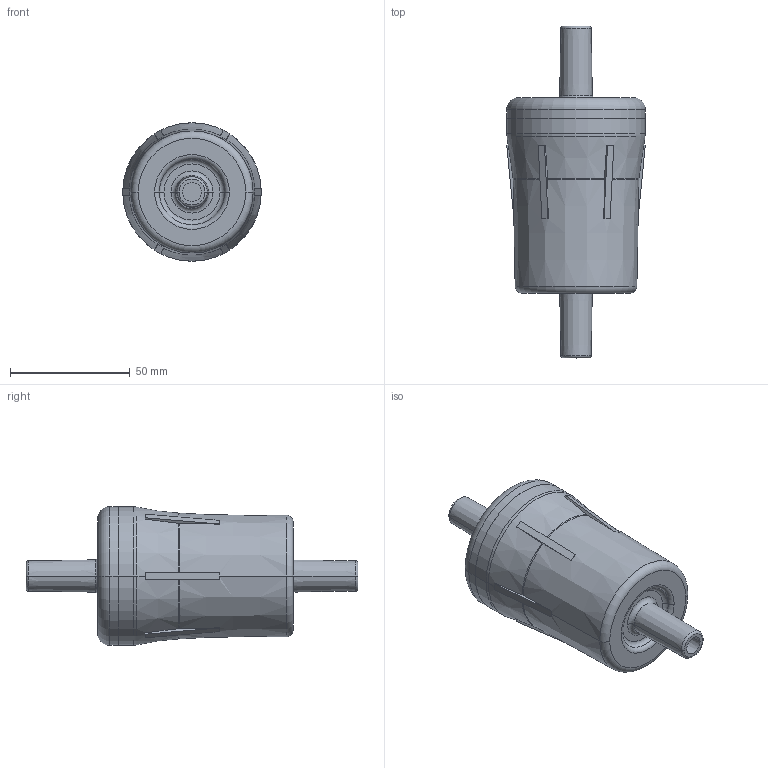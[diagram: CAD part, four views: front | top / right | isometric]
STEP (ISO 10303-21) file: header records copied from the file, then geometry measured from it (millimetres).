
FILE_DESCRIPTION (( 'STEP AP203' ), '1' );
FILE_NAME ('DIA-LN-XX MODEL.STEP', '2025-03-05T09:54:20', ( '' ), ( '' ), 'SwSTEP 2.0', 'SolidWorks 2024', '' );
FILE_SCHEMA (( 'CONFIG_CONTROL_DESIGN' ));
Length unit declared in the file: millimetre
Products named in the file (6): DIF-L CAP; DIA-LN-XX MODEL; DIA-LN SMALL FELT PAD; DIA-LN FILLER; DIA-LN LARGE FELT PAD; DIF-L BODY
Assembly tree (5 placements, depth 2):
  DIA-LN-XX MODEL
    DIF-L BODY
    DIF-L CAP
    DIA-LN SMALL FELT PAD
    DIA-LN LARGE FELT PAD
    DIA-LN FILLER
Bounding box: 58 x 138.87 x 58 mm (x, y, z)
Volume: 177685.8 mm3; surface area: 59374.6 mm2
Topology: 5 solids, 5 shells, 204 faces, 480 edges, 300 vertices
Faces by surface type: plane 80, torus 52, cylinder 46, cone 26
Entity records: 6730 total; most frequent: CARTESIAN_POINT 1276, DIRECTION 1110, ORIENTED_EDGE 960, EDGE_CURVE 480, AXIS2_PLACEMENT_3D 462, VERTEX_POINT 300, CIRCLE 250, EDGE_LOOP 222
